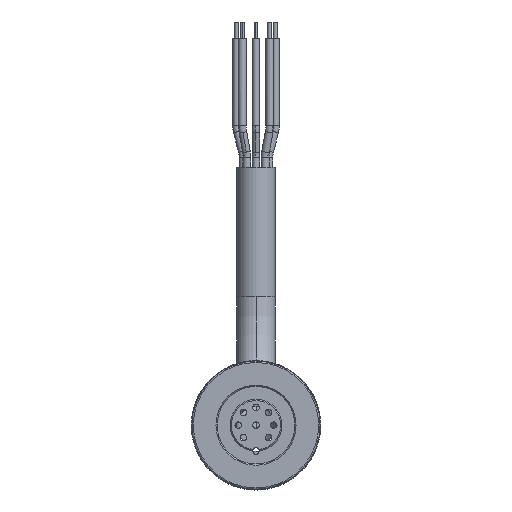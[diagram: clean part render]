
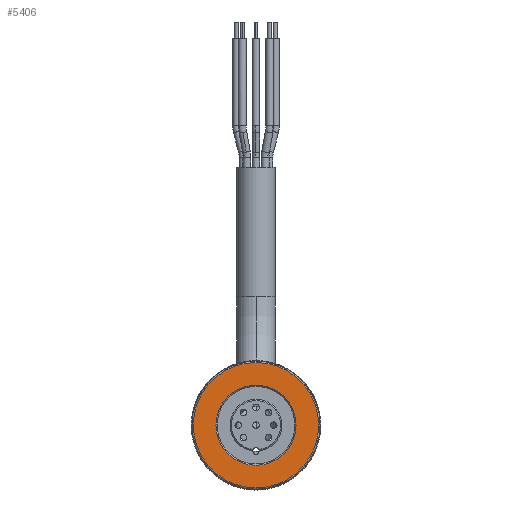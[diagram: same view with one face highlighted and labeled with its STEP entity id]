
A CAD part, top view. The second image highlights one B-rep face of the part: STEP entity #5406.
In plain terms, the highlighted planar face has unit normal (0, 0, 1).
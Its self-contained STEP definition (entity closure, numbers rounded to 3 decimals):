
#979 = VERTEX_POINT ( 'NONE', #6070 ) ;
#1160 = EDGE_LOOP ( 'NONE', ( #15379, #15690 ) ) ;
#1186 = CARTESIAN_POINT ( 'NONE',  ( 0., 6.2, 53. ) ) ;
#1534 = EDGE_CURVE ( 'NONE', #11371, #1782, #5499, .T. ) ;
#1689 = CARTESIAN_POINT ( 'NONE',  ( 0., 0., 53. ) ) ;
#1782 = VERTEX_POINT ( 'NONE', #1186 ) ;
#1957 = EDGE_CURVE ( 'NONE', #1782, #11371, #15086, .T. ) ;
#2120 = AXIS2_PLACEMENT_3D ( 'NONE', #6858, #17065, #8315 ) ;
#2395 = DIRECTION ( 'NONE',  ( 0., 0., -1. ) ) ;
#2484 = AXIS2_PLACEMENT_3D ( 'NONE', #1689, #2395, #9901 ) ;
#2854 = DIRECTION ( 'NONE',  ( 0., 0., 1. ) ) ;
#3284 = DIRECTION ( 'NONE',  ( 0., 0., 1. ) ) ;
#3571 = VERTEX_POINT ( 'NONE', #3615 ) ;
#3615 = CARTESIAN_POINT ( 'NONE',  ( 0., -9.7, 53. ) ) ;
#4265 = PLANE ( 'NONE',  #16124 ) ;
#4268 = FACE_OUTER_BOUND ( 'NONE', #1160, .T. ) ;
#4426 = EDGE_LOOP ( 'NONE', ( #5582, #17597 ) ) ;
#4991 = EDGE_CURVE ( 'NONE', #3571, #979, #11567, .T. ) ;
#5406 = ADVANCED_FACE ( 'NONE', ( #12040, #4268 ), #4265, .T. ) ;
#5499 = CIRCLE ( 'NONE', #2484, 6.2 ) ;
#5582 = ORIENTED_EDGE ( 'NONE', *, *, #1957, .T. ) ;
#5986 = CIRCLE ( 'NONE', #2120, 9.7 ) ;
#6070 = CARTESIAN_POINT ( 'NONE',  ( 0., 9.7, 53. ) ) ;
#6858 = CARTESIAN_POINT ( 'NONE',  ( 0., 0., 53. ) ) ;
#7165 = CARTESIAN_POINT ( 'NONE',  ( -9.9, 0., 53. ) ) ;
#8315 = DIRECTION ( 'NONE',  ( 0., 1., 0. ) ) ;
#9901 = DIRECTION ( 'NONE',  ( 0., 1., 0. ) ) ;
#10004 = DIRECTION ( 'NONE',  ( 0., 1., 0. ) ) ;
#11371 = VERTEX_POINT ( 'NONE', #18667 ) ;
#11567 = CIRCLE ( 'NONE', #16593, 9.7 ) ;
#12005 = CARTESIAN_POINT ( 'NONE',  ( 0., 0., 53. ) ) ;
#12040 = FACE_BOUND ( 'NONE', #4426, .T. ) ;
#13069 = DIRECTION ( 'NONE',  ( 0., 1., 0. ) ) ;
#13145 = CARTESIAN_POINT ( 'NONE',  ( 0., 0., 53. ) ) ;
#13470 = DIRECTION ( 'NONE',  ( 0., 1., 0. ) ) ;
#15086 = CIRCLE ( 'NONE', #16795, 6.2 ) ;
#15379 = ORIENTED_EDGE ( 'NONE', *, *, #15820, .T. ) ;
#15690 = ORIENTED_EDGE ( 'NONE', *, *, #4991, .T. ) ;
#15820 = EDGE_CURVE ( 'NONE', #979, #3571, #5986, .T. ) ;
#16124 = AXIS2_PLACEMENT_3D ( 'NONE', #7165, #2854, #13069 ) ;
#16593 = AXIS2_PLACEMENT_3D ( 'NONE', #12005, #3284, #13470 ) ;
#16795 = AXIS2_PLACEMENT_3D ( 'NONE', #13145, #17222, #10004 ) ;
#17065 = DIRECTION ( 'NONE',  ( 0., 0., 1. ) ) ;
#17222 = DIRECTION ( 'NONE',  ( 0., 0., -1. ) ) ;
#17597 = ORIENTED_EDGE ( 'NONE', *, *, #1534, .T. ) ;
#18667 = CARTESIAN_POINT ( 'NONE',  ( 0., -6.2, 53. ) ) ;
